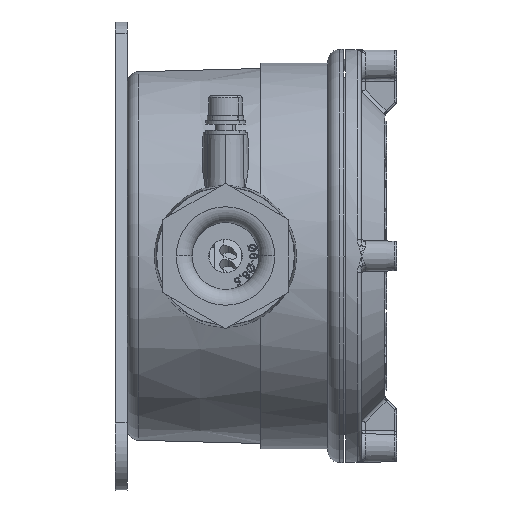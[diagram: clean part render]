
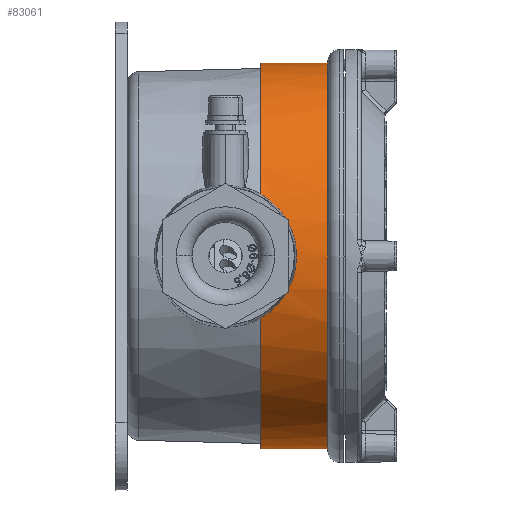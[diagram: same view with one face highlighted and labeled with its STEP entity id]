
A CAD part, left-side view. The second image highlights one B-rep face of the part: STEP entity #83061.
In plain terms, the highlighted cylindrical face has radius 49 mm (diameter 98 mm), a partial arc.
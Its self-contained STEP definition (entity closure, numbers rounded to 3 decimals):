
#4374 = VERTEX_POINT ( 'NONE', #70177 ) ;
#4930 = CIRCLE ( 'NONE', #54913, 49. ) ;
#5289 = CARTESIAN_POINT ( 'NONE',  ( 46.421, 21., -15.688 ) ) ;
#5720 = CARTESIAN_POINT ( 'NONE',  ( 48.693, 12.806, -5.494 ) ) ;
#5768 = CARTESIAN_POINT ( 'NONE',  ( 0., 32.157, 49. ) ) ;
#6179 = CARTESIAN_POINT ( 'NONE',  ( 48.975, 12.026, -1.613 ) ) ;
#6845 = CARTESIAN_POINT ( 'NONE',  ( 0., 32.157, -49. ) ) ;
#7458 = CIRCLE ( 'NONE', #50265, 49. ) ;
#7975 = VECTOR ( 'NONE', #26510, 1000. ) ;
#11987 = CARTESIAN_POINT ( 'NONE',  ( 47.142, 17.821, 13.376 ) ) ;
#12332 = CYLINDRICAL_SURFACE ( 'NONE', #81067, 49. ) ;
#12432 = CARTESIAN_POINT ( 'NONE',  ( 48.734, 12.69, -5.114 ) ) ;
#13290 = VERTEX_POINT ( 'NONE', #49366 ) ;
#13316 = CARTESIAN_POINT ( 'NONE',  ( 48.085, 14.597, 9.433 ) ) ;
#13759 = CARTESIAN_POINT ( 'NONE',  ( 48.96, 12.066, -2.01 ) ) ;
#16747 = EDGE_CURVE ( 'NONE', #75753, #36236, #7458, .T. ) ;
#19157 = CARTESIAN_POINT ( 'NONE',  ( 47.365, 17., -12.557 ) ) ;
#19591 = CARTESIAN_POINT ( 'NONE',  ( 47.589, 16.21, -11.677 ) ) ;
#19969 = CARTESIAN_POINT ( 'NONE',  ( 0., 21., 0. ) ) ;
#20470 = CARTESIAN_POINT ( 'NONE',  ( 47.808, 15.478, 10.747 ) ) ;
#20729 = ORIENTED_EDGE ( 'NONE', *, *, #43169, .F. ) ;
#22838 = CARTESIAN_POINT ( 'NONE',  ( 0., 21., 0. ) ) ;
#25641 = ORIENTED_EDGE ( 'NONE', *, *, #79612, .T. ) ;
#25826 = CARTESIAN_POINT ( 'NONE',  ( 47.44, 16.731, -12.27 ) ) ;
#25869 = ORIENTED_EDGE ( 'NONE', *, *, #36508, .F. ) ;
#26285 = CARTESIAN_POINT ( 'NONE',  ( 46.992, 18.409, 13.893 ) ) ;
#26510 = DIRECTION ( 'NONE',  ( 0., 1., 0. ) ) ;
#26771 = DIRECTION ( 'NONE',  ( 0., 1., 0. ) ) ;
#27195 = LINE ( 'NONE', #5768, #78936 ) ;
#32119 = CARTESIAN_POINT ( 'NONE',  ( 48.922, 12.167, 3.172 ) ) ;
#32560 = CARTESIAN_POINT ( 'NONE',  ( 46.771, 19.348, 14.614 ) ) ;
#32992 = CARTESIAN_POINT ( 'NONE',  ( 48.603, 13.06, 6.239 ) ) ;
#33451 = CARTESIAN_POINT ( 'NONE',  ( 48.553, 13.201, 6.61 ) ) ;
#33960 = VERTEX_POINT ( 'NONE', #58514 ) ;
#34367 = CARTESIAN_POINT ( 'NONE',  ( 46.421, 21., 15.688 ) ) ;
#35011 = CARTESIAN_POINT ( 'NONE',  ( 0., 4., -49. ) ) ;
#36236 = VERTEX_POINT ( 'NONE', #34367 ) ;
#36508 = EDGE_CURVE ( 'NONE', #33960, #13290, #80174, .T. ) ;
#37095 = ORIENTED_EDGE ( 'NONE', *, *, #62875, .T. ) ;
#38710 = DIRECTION ( 'NONE',  ( 0., 1., 0. ) ) ;
#39610 = CARTESIAN_POINT ( 'NONE',  ( 0., 32.157, 0. ) ) ;
#39709 = CARTESIAN_POINT ( 'NONE',  ( 46.556, 20.326, 15.284 ) ) ;
#40153 = CARTESIAN_POINT ( 'NONE',  ( 48.735, 12.685, 5.1 ) ) ;
#40612 = CARTESIAN_POINT ( 'NONE',  ( 48.602, 13.063, -6.248 ) ) ;
#41050 = CARTESIAN_POINT ( 'NONE',  ( 48.694, 12.803, 5.485 ) ) ;
#41169 = CARTESIAN_POINT ( 'NONE',  ( 0., 4., 0. ) ) ;
#42139 = DIRECTION ( 'NONE',  ( 0., 1., 0. ) ) ;
#43169 = EDGE_CURVE ( 'NONE', #4374, #75753, #27195, .T. ) ;
#45995 = CARTESIAN_POINT ( 'NONE',  ( 48.845, 12.38, -3.967 ) ) ;
#46569 = DIRECTION ( 'NONE',  ( 0., 1., 0. ) ) ;
#46990 = DIRECTION ( 'NONE',  ( 0., 0., 1. ) ) ;
#47269 = DIRECTION ( 'NONE',  ( 0., 0., 1. ) ) ;
#47323 = CARTESIAN_POINT ( 'NONE',  ( 48.018, 14.802, -9.784 ) ) ;
#47774 = CARTESIAN_POINT ( 'NONE',  ( 48.393, 13.665, -7.724 ) ) ;
#49366 = CARTESIAN_POINT ( 'NONE',  ( 0., 21., -49. ) ) ;
#50112 = DIRECTION ( 'NONE',  ( 0., 0., 1. ) ) ;
#50265 = AXIS2_PLACEMENT_3D ( 'NONE', #22838, #42139, #50112 ) ;
#52612 = DIRECTION ( 'NONE',  ( 0., 1., 0. ) ) ;
#52658 = CARTESIAN_POINT ( 'NONE',  ( 47.88, 15.238, -10.435 ) ) ;
#52829 = EDGE_LOOP ( 'NONE', ( #25641, #62676, #25869, #37095, #64478, #20729 ) ) ;
#53100 = CARTESIAN_POINT ( 'NONE',  ( 48.275, 14.015, -8.429 ) ) ;
#53558 = CARTESIAN_POINT ( 'NONE',  ( 49., 11.958, 1.598 ) ) ;
#54913 = AXIS2_PLACEMENT_3D ( 'NONE', #41169, #46569, #46990 ) ;
#58514 = CARTESIAN_POINT ( 'NONE',  ( 46.421, 21., -15.688 ) ) ;
#59393 = CARTESIAN_POINT ( 'NONE',  ( 47.591, 16.199, 11.684 ) ) ;
#59819 = CARTESIAN_POINT ( 'NONE',  ( 48.552, 13.205, -6.623 ) ) ;
#60263 = CARTESIAN_POINT ( 'NONE',  ( 46.689, 19.624, -14.893 ) ) ;
#60715 = CARTESIAN_POINT ( 'NONE',  ( 49., 11.959, -0.411 ) ) ;
#61147 = CARTESIAN_POINT ( 'NONE',  ( 47.442, 16.716, 12.272 ) ) ;
#61363 = LINE ( 'NONE', #6845, #7975 ) ;
#61638 = B_SPLINE_CURVE_WITH_KNOTS ( 'NONE', 3,
 ( #5289, #60263, #75059, #19157, #25826, #19591, #74157, #52658, #47323, #53100, #47774, #59819, #40612, #5720, #12432, #45995, #86734, #13759, #6179, #87615, #60715, #53558, #32119, #40153, #41050, #32992, #33451, #73281, #74609, #13316, #68327, #80444, #20470, #59393, #61147, #11987, #26285, #32560, #67453, #39709, #67001, #87152 ),
 .UNSPECIFIED., .F., .F.,
 ( 4, 2, 2, 2, 2, 2, 2, 2, 2, 2, 2, 2, 2, 2, 2, 2, 2, 2, 2, 2, 4 ),
 ( 0.035, 0.04, 0.041, 0.043, 0.045, 0.047, 0.049, 0.05, 0.052, 0.053, 0.055, 0.059, 0.061, 0.062, 0.064, 0.065, 0.066, 0.069, 0.071, 0.072, 0.074 ),
 .UNSPECIFIED. ) ;
#62676 = ORIENTED_EDGE ( 'NONE', *, *, #71137, .T. ) ;
#62875 = EDGE_CURVE ( 'NONE', #33960, #36236, #61638, .T. ) ;
#64478 = ORIENTED_EDGE ( 'NONE', *, *, #16747, .F. ) ;
#65557 = FACE_OUTER_BOUND ( 'NONE', #52829, .T. ) ;
#67001 = CARTESIAN_POINT ( 'NONE',  ( 46.487, 20.66, 15.492 ) ) ;
#67453 = CARTESIAN_POINT ( 'NONE',  ( 46.698, 19.671, 14.846 ) ) ;
#68327 = CARTESIAN_POINT ( 'NONE',  ( 48.018, 14.806, 9.767 ) ) ;
#70177 = CARTESIAN_POINT ( 'NONE',  ( 0., 4., 49. ) ) ;
#71137 = EDGE_CURVE ( 'NONE', #74228, #13290, #61363, .T. ) ;
#73281 = CARTESIAN_POINT ( 'NONE',  ( 48.396, 13.656, 7.705 ) ) ;
#74157 = CARTESIAN_POINT ( 'NONE',  ( 47.663, 15.958, -11.371 ) ) ;
#74228 = VERTEX_POINT ( 'NONE', #35011 ) ;
#74609 = CARTESIAN_POINT ( 'NONE',  ( 48.278, 14.006, 8.41 ) ) ;
#75059 = CARTESIAN_POINT ( 'NONE',  ( 46.989, 18.386, -13.94 ) ) ;
#75753 = VERTEX_POINT ( 'NONE', #85982 ) ;
#78936 = VECTOR ( 'NONE', #26771, 1000. ) ;
#79612 = EDGE_CURVE ( 'NONE', #4374, #74228, #4930, .T. ) ;
#79890 = DIRECTION ( 'NONE',  ( 0., 0., 1. ) ) ;
#80174 = CIRCLE ( 'NONE', #87341, 49. ) ;
#80444 = CARTESIAN_POINT ( 'NONE',  ( 47.879, 15.246, 10.425 ) ) ;
#81067 = AXIS2_PLACEMENT_3D ( 'NONE', #39610, #38710, #79890 ) ;
#83061 = ADVANCED_FACE ( 'NONE', ( #65557 ), #12332, .T. ) ;
#85982 = CARTESIAN_POINT ( 'NONE',  ( 0., 21., 49. ) ) ;
#86734 = CARTESIAN_POINT ( 'NONE',  ( 48.902, 12.224, -3.191 ) ) ;
#87152 = CARTESIAN_POINT ( 'NONE',  ( 46.421, 21., 15.688 ) ) ;
#87341 = AXIS2_PLACEMENT_3D ( 'NONE', #19969, #52612, #47269 ) ;
#87615 = CARTESIAN_POINT ( 'NONE',  ( 48.995, 11.973, -0.815 ) ) ;
